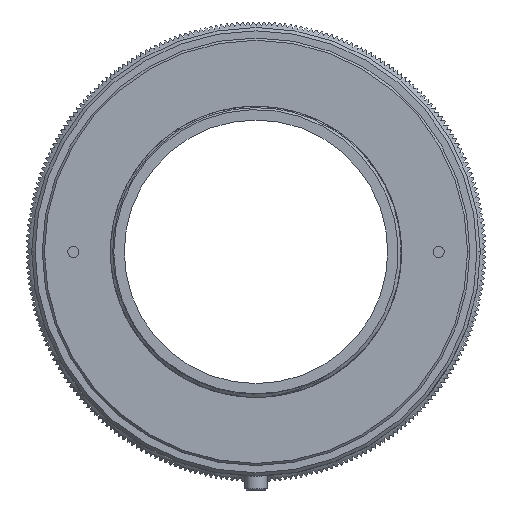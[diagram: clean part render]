
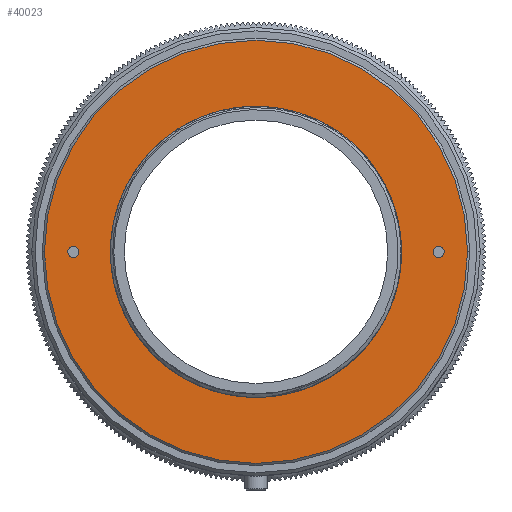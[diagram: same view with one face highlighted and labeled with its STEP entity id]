
A CAD part, front view. The second image highlights one B-rep face of the part: STEP entity #40023.
In plain terms, the highlighted face is planar.
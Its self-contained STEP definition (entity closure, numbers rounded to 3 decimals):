
#37820=CARTESIAN_POINT('',(16.5,1.4,0.));
#37821=DIRECTION('',(0.,1.,0.));
#37822=DIRECTION('',(-1.,0.,0.));
#37823=AXIS2_PLACEMENT_3D('',#37820,#37821,#37822);
#37825=CARTESIAN_POINT('',(16.5,1.4,0.));
#37826=DIRECTION('',(0.,1.,0.));
#37827=DIRECTION('',(1.,0.,0.));
#37828=AXIS2_PLACEMENT_3D('',#37825,#37826,#37827);
#37830=CARTESIAN_POINT('',(-16.5,1.4,0.));
#37831=DIRECTION('',(0.,1.,0.));
#37832=DIRECTION('',(-1.,0.,0.));
#37833=AXIS2_PLACEMENT_3D('',#37830,#37831,#37832);
#37835=CARTESIAN_POINT('',(-16.5,1.4,0.));
#37836=DIRECTION('',(0.,1.,0.));
#37837=DIRECTION('',(1.,0.,0.));
#37838=AXIS2_PLACEMENT_3D('',#37835,#37836,#37837);
#37840=CARTESIAN_POINT('',(0.,1.4,0.));
#37841=DIRECTION('',(0.,1.,0.));
#37842=DIRECTION('',(-1.,0.,0.));
#37843=AXIS2_PLACEMENT_3D('',#37840,#37841,#37842);
#37845=CARTESIAN_POINT('',(0.,1.4,0.));
#37846=DIRECTION('',(0.,1.,0.));
#37847=DIRECTION('',(1.,0.,0.));
#37848=AXIS2_PLACEMENT_3D('',#37845,#37846,#37847);
#37858=CARTESIAN_POINT('',(0.,1.4,0.));
#37859=DIRECTION('',(0.,1.,0.));
#37860=DIRECTION('',(-1.,0.,0.));
#37861=AXIS2_PLACEMENT_3D('',#37858,#37859,#37860);
#37863=CARTESIAN_POINT('',(0.,1.4,0.));
#37864=DIRECTION('',(0.,-1.,0.));
#37865=DIRECTION('',(-1.,0.,0.));
#37866=AXIS2_PLACEMENT_3D('',#37863,#37864,#37865);
#39890=CARTESIAN_POINT('',(-12.785,1.4,0.));
#39892=VERTEX_POINT('',#39890);
#39894=CARTESIAN_POINT('',(12.785,1.4,0.));
#39896=VERTEX_POINT('',#39894);
#39970=CARTESIAN_POINT('',(16.,1.4,0.));
#39971=CARTESIAN_POINT('',(17.,1.4,0.));
#39972=VERTEX_POINT('',#39970);
#39973=VERTEX_POINT('',#39971);
#39974=CARTESIAN_POINT('',(-17.,1.4,0.));
#39975=CARTESIAN_POINT('',(-16.,1.4,0.));
#39976=VERTEX_POINT('',#39974);
#39977=VERTEX_POINT('',#39975);
#39986=CARTESIAN_POINT('',(-19.1,1.4,0.));
#39987=CARTESIAN_POINT('',(19.1,1.4,0.));
#39988=VERTEX_POINT('',#39986);
#39989=VERTEX_POINT('',#39987);
#39994=CARTESIAN_POINT('',(0.,1.4,0.));
#39995=DIRECTION('',(0.,1.,0.));
#39996=DIRECTION('',(1.,0.,0.));
#39997=AXIS2_PLACEMENT_3D('',#39994,#39995,#39996);
#39998=PLANE('',#39997);
#40000=ORIENTED_EDGE('',*,*,#39999,.F.);
#40002=ORIENTED_EDGE('',*,*,#40001,.F.);
#40003=EDGE_LOOP('',(#40000,#40002));
#40004=FACE_OUTER_BOUND('',#40003,.F.);
#40006=ORIENTED_EDGE('',*,*,#40005,.T.);
#40008=ORIENTED_EDGE('',*,*,#40007,.T.);
#40009=EDGE_LOOP('',(#40006,#40008));
#40010=FACE_BOUND('',#40009,.F.);
#40012=ORIENTED_EDGE('',*,*,#40011,.T.);
#40014=ORIENTED_EDGE('',*,*,#40013,.T.);
#40015=EDGE_LOOP('',(#40012,#40014));
#40016=FACE_BOUND('',#40015,.F.);
#40018=ORIENTED_EDGE('',*,*,#40017,.T.);
#40020=ORIENTED_EDGE('',*,*,#40019,.F.);
#40021=EDGE_LOOP('',(#40018,#40020));
#40022=FACE_BOUND('',#40021,.F.);
#40023=ADVANCED_FACE('',(#40004,#40010,#40016,#40022),#39998,.T.);
#37824=CIRCLE('',#37823,0.5);
#37829=CIRCLE('',#37828,0.5);
#37834=CIRCLE('',#37833,0.5);
#37839=CIRCLE('',#37838,0.5);
#37844=CIRCLE('',#37843,19.1);
#37849=CIRCLE('',#37848,19.1);
#37862=CIRCLE('',#37861,12.785);
#37867=CIRCLE('',#37866,12.785);
#39999=EDGE_CURVE('',#39988,#39989,#37844,.T.);
#40001=EDGE_CURVE('',#39989,#39988,#37849,.T.);
#40005=EDGE_CURVE('',#39972,#39973,#37824,.T.);
#40007=EDGE_CURVE('',#39973,#39972,#37829,.T.);
#40011=EDGE_CURVE('',#39976,#39977,#37834,.T.);
#40013=EDGE_CURVE('',#39977,#39976,#37839,.T.);
#40017=EDGE_CURVE('',#39892,#39896,#37862,.T.);
#40019=EDGE_CURVE('',#39892,#39896,#37867,.T.);
